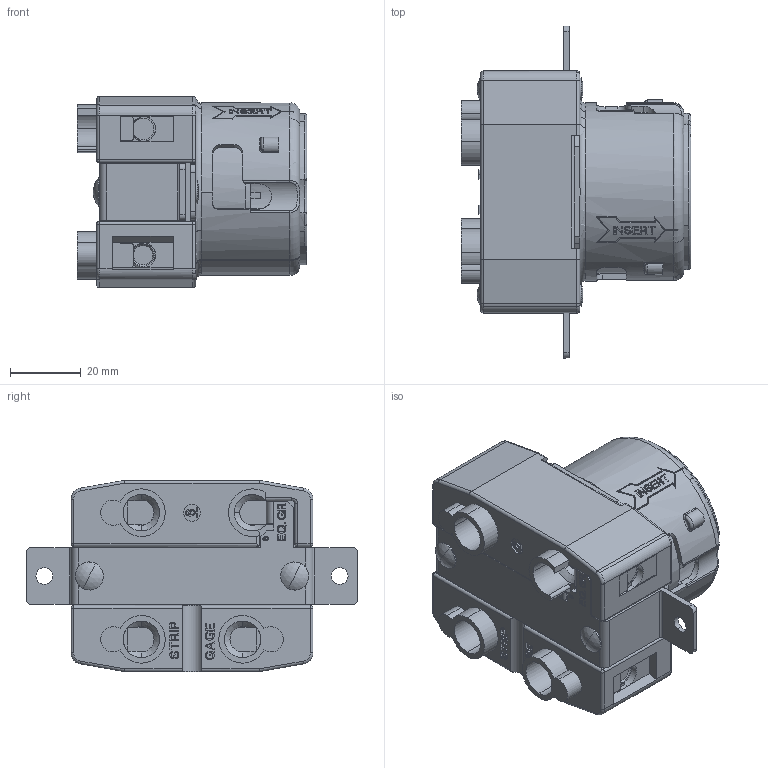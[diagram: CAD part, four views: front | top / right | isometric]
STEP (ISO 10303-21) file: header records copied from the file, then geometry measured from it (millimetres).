
FILE_DESCRIPTION (( 'STEP AP214' ), '1' );
FILE_NAME ('CATSTD-06369-0CR-M01.STEP', '2022-09-15T17:09:17', ( '' ), ( '' ), 'SwSTEP 2.0', 'SolidWorks 2020', '' );
FILE_SCHEMA (( 'AUTOMOTIVE_DESIGN' ));
Length unit declared in the file: inch
Products named in the file (3): 6369-CR Configuration 6.stp; CATSTD-06369-0CR-M01; 6369_CR.stp
Assembly tree (2 placements, depth 3):
  CATSTD-06369-0CR-M01
    6369-CR Configuration 6.stp
      6369_CR.stp
Bounding box: 64.85 x 93.65 x 53.98 mm (x, y, z)
Volume: 144318.7 mm3; surface area: 42794.5 mm2
Topology: 1 solids, 6 shells, 2454 faces, 6850 edges, 4490 vertices
Faces by surface type: plane 1667, cylinder 557, torus 80, bspline 78, cone 59, sphere 13
Entity records: 94409 total; most frequent: CARTESIAN_POINT 32053, ORIENTED_EDGE 13674, DIRECTION 12234, EDGE_CURVE 6837, LINE 4728, VECTOR 4728, VERTEX_POINT 4490, AXIS2_PLACEMENT_3D 3753
